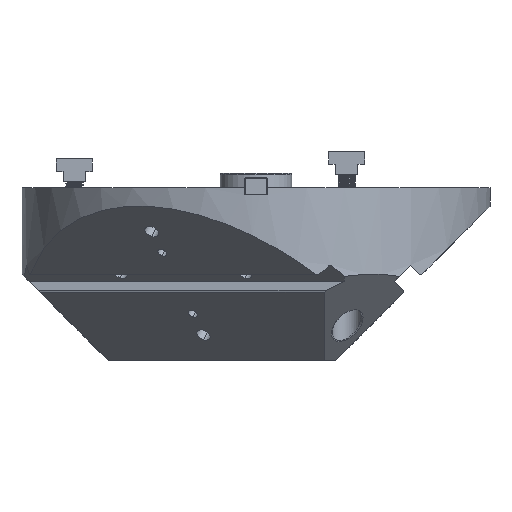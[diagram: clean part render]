
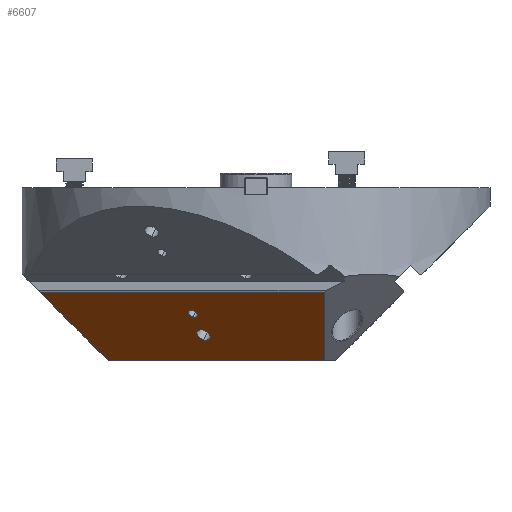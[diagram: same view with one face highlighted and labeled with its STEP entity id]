
A CAD part, front view. The second image highlights one B-rep face of the part: STEP entity #6607.
In plain terms, the highlighted planar face has unit normal (-0.354, -0.612, -0.707).
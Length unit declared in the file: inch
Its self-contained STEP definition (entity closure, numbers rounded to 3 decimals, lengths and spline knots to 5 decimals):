
#256 = CARTESIAN_POINT ( 'NONE',  ( 1.8622, -4.29584, 0.61598 ) ) ;
#360 = CARTESIAN_POINT ( 'NONE',  ( -1.72513, -2.88683, 1.18941 ) ) ;
#829 = CARTESIAN_POINT ( 'NONE',  ( 1.8622, -5.73501, 1.86234 ) ) ;
#1407 = CIRCLE ( 'NONE', #14123, 0.13386 ) ;
#1855 = CARTESIAN_POINT ( 'NONE',  ( -5.89777, -1.25479, 1.86234 ) ) ;
#2563 = ORIENTED_EDGE ( 'NONE', *, *, #16609, .F. ) ;
#2604 = ORIENTED_EDGE ( 'NONE', *, *, #18831, .T. ) ;
#2714 = VERTEX_POINT ( 'NONE', #15644 ) ;
#2917 = CARTESIAN_POINT ( 'NONE',  ( -1.72513, -2.98802, 1.27704 ) ) ;
#3141 = CARTESIAN_POINT ( 'NONE',  ( -1.43561, -2.48655, 0.69799 ) ) ;
#4233 = CARTESIAN_POINT ( 'NONE',  ( -9.58627, 0.87477, 1.86234 ) ) ;
#4722 = EDGE_LOOP ( 'NONE', ( #16492, #14951, #5782, #2604 ) ) ;
#4823 = EDGE_CURVE ( 'NONE', #20099, #5232, #12097, .T. ) ;
#4850 = DIRECTION ( 'NONE',  ( 0., 0.756, -0.655 ) ) ;
#4853 = DIRECTION ( 'NONE',  ( -0.655, -0.378, 0.655 ) ) ;
#5088 = FACE_BOUND ( 'NONE', #15910, .T. ) ;
#5132 = VERTEX_POINT ( 'NONE', #10110 ) ;
#5232 = VERTEX_POINT ( 'NONE', #1855 ) ;
#5529 = VECTOR ( 'NONE', #16370, 39.37008 ) ;
#5782 = ORIENTED_EDGE ( 'NONE', *, *, #13887, .F. ) ;
#5820 = ORIENTED_EDGE ( 'NONE', *, *, #10225, .F. ) ;
#6607 = ADVANCED_FACE ( 'NONE', ( #13258, #5088, #13586 ), #16605, .F. ) ;
#6885 = EDGE_CURVE ( 'NONE', #18919, #13875, #20092, .T. ) ;
#8189 = DIRECTION ( 'NONE',  ( 0.354, 0.612, 0.707 ) ) ;
#8447 = DIRECTION ( 'NONE',  ( -0.354, -0.612, -0.707 ) ) ;
#8476 = CIRCLE ( 'NONE', #18435, 0.20079 ) ;
#8988 = LINE ( 'NONE', #13858, #13047 ) ;
#9874 = VECTOR ( 'NONE', #4853, 39.37008 ) ;
#9888 = LINE ( 'NONE', #256, #5529 ) ;
#10051 = DIRECTION ( 'NONE',  ( -0.354, -0.612, -0.707 ) ) ;
#10082 = CARTESIAN_POINT ( 'NONE',  ( -4.03543, -0.17957, 0. ) ) ;
#10110 = CARTESIAN_POINT ( 'NONE',  ( 1.8622, -3.58457, 0. ) ) ;
#10114 = AXIS2_PLACEMENT_3D ( 'NONE', #10331, #8189, #14878 ) ;
#10225 = EDGE_CURVE ( 'NONE', #13875, #18919, #1407, .T. ) ;
#10331 = CARTESIAN_POINT ( 'NONE',  ( -10.76731, -1.17085, 4.22441 ) ) ;
#11186 = DIRECTION ( 'NONE',  ( 0., 0.756, -0.655 ) ) ;
#11348 = CARTESIAN_POINT ( 'NONE',  ( -1.72513, -2.98802, 1.27704 ) ) ;
#12097 = LINE ( 'NONE', #4233, #19731 ) ;
#12467 = VERTEX_POINT ( 'NONE', #18718 ) ;
#13012 = DIRECTION ( 'NONE',  ( -0.354, -0.612, -0.707 ) ) ;
#13016 = LINE ( 'NONE', #19578, #9874 ) ;
#13047 = VECTOR ( 'NONE', #20398, 39.37008 ) ;
#13258 = FACE_BOUND ( 'NONE', #18231, .T. ) ;
#13454 = AXIS2_PLACEMENT_3D ( 'NONE', #18252, #10051, #16648 ) ;
#13586 = FACE_OUTER_BOUND ( 'NONE', #4722, .T. ) ;
#13858 = CARTESIAN_POINT ( 'NONE',  ( -8.6551, 2.4876, 0. ) ) ;
#13875 = VERTEX_POINT ( 'NONE', #360 ) ;
#13887 = EDGE_CURVE ( 'NONE', #17984, #5232, #13016, .T. ) ;
#14123 = AXIS2_PLACEMENT_3D ( 'NONE', #2917, #17544, #11186 ) ;
#14878 = DIRECTION ( 'NONE',  ( 0., -0.756, 0.655 ) ) ;
#14951 = ORIENTED_EDGE ( 'NONE', *, *, #4823, .T. ) ;
#15027 = DIRECTION ( 'NONE',  ( 0., 0.756, -0.655 ) ) ;
#15644 = CARTESIAN_POINT ( 'NONE',  ( -1.43561, -2.63833, 0.82944 ) ) ;
#15910 = EDGE_LOOP ( 'NONE', ( #5820, #18072 ) ) ;
#16370 = DIRECTION ( 'NONE',  ( 0., -0.756, 0.655 ) ) ;
#16492 = ORIENTED_EDGE ( 'NONE', *, *, #19641, .T. ) ;
#16605 = PLANE ( 'NONE',  #10114 ) ;
#16609 = EDGE_CURVE ( 'NONE', #2714, #12467, #8476, .T. ) ;
#16648 = DIRECTION ( 'NONE',  ( 0., 0.756, -0.655 ) ) ;
#17544 = DIRECTION ( 'NONE',  ( -0.354, -0.612, -0.707 ) ) ;
#17984 = VERTEX_POINT ( 'NONE', #10082 ) ;
#18072 = ORIENTED_EDGE ( 'NONE', *, *, #6885, .F. ) ;
#18231 = EDGE_LOOP ( 'NONE', ( #20606, #2563 ) ) ;
#18252 = CARTESIAN_POINT ( 'NONE',  ( -1.43561, -2.48655, 0.69799 ) ) ;
#18435 = AXIS2_PLACEMENT_3D ( 'NONE', #3141, #13012, #4850 ) ;
#18718 = CARTESIAN_POINT ( 'NONE',  ( -1.43561, -2.33477, 0.56654 ) ) ;
#18831 = EDGE_CURVE ( 'NONE', #17984, #5132, #8988, .T. ) ;
#18881 = CARTESIAN_POINT ( 'NONE',  ( -1.72513, -3.08921, 1.36467 ) ) ;
#18919 = VERTEX_POINT ( 'NONE', #18881 ) ;
#18939 = CIRCLE ( 'NONE', #13454, 0.20079 ) ;
#18966 = DIRECTION ( 'NONE',  ( -0.866, 0.5, 0. ) ) ;
#19057 = AXIS2_PLACEMENT_3D ( 'NONE', #11348, #8447, #15027 ) ;
#19578 = CARTESIAN_POINT ( 'NONE',  ( -5.57401, -1.06787, 1.53857 ) ) ;
#19641 = EDGE_CURVE ( 'NONE', #5132, #20099, #9888, .T. ) ;
#19731 = VECTOR ( 'NONE', #18966, 39.37008 ) ;
#20081 = EDGE_CURVE ( 'NONE', #12467, #2714, #18939, .T. ) ;
#20092 = CIRCLE ( 'NONE', #19057, 0.13386 ) ;
#20099 = VERTEX_POINT ( 'NONE', #829 ) ;
#20398 = DIRECTION ( 'NONE',  ( 0.866, -0.5, 0. ) ) ;
#20606 = ORIENTED_EDGE ( 'NONE', *, *, #20081, .F. ) ;
